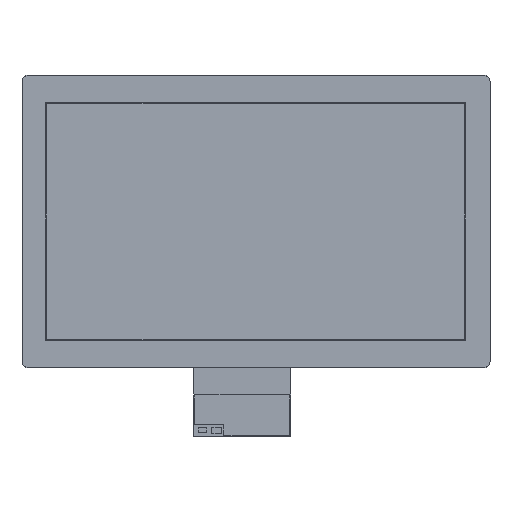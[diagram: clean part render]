
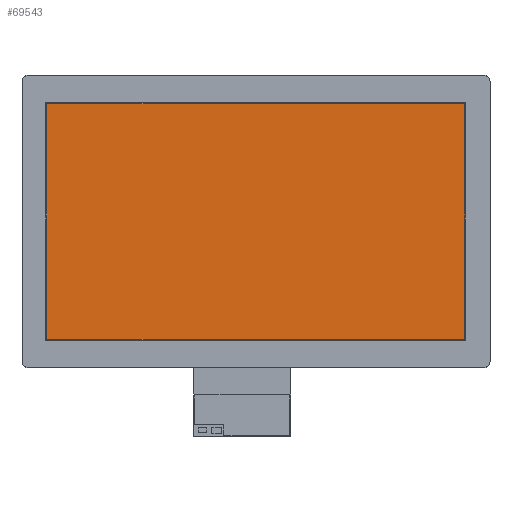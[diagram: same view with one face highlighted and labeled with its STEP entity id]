
A CAD part, top view. The second image highlights one B-rep face of the part: STEP entity #69543.
In plain terms, the highlighted planar face has unit normal (0, 0, 1).
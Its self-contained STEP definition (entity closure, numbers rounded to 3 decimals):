
#8361=FACE_OUTER_BOUND('',#12269,.T.);
#12269=EDGE_LOOP('',(#63442,#63443,#63444,#63445));
#19423=LINE('',#133564,#26652);
#19427=LINE('',#133572,#26656);
#19430=LINE('',#133578,#26659);
#19433=LINE('',#133583,#26662);
#26652=VECTOR('',#95251,10.);
#26656=VECTOR('',#95257,10.);
#26659=VECTOR('',#95262,10.);
#26662=VECTOR('',#95267,10.);
#33084=VERTEX_POINT('',#133562);
#33085=VERTEX_POINT('',#133563);
#33088=VERTEX_POINT('',#133571);
#33090=VERTEX_POINT('',#133577);
#43210=EDGE_CURVE('',#33084,#33085,#19423,.T.);
#43214=EDGE_CURVE('',#33088,#33084,#19427,.T.);
#43217=EDGE_CURVE('',#33090,#33088,#19430,.T.);
#43220=EDGE_CURVE('',#33085,#33090,#19433,.T.);
#63442=ORIENTED_EDGE('',*,*,#43210,.T.);
#63443=ORIENTED_EDGE('',*,*,#43220,.T.);
#63444=ORIENTED_EDGE('',*,*,#43217,.T.);
#63445=ORIENTED_EDGE('',*,*,#43214,.T.);
#65868=PLANE('',#75783);
#69543=ADVANCED_FACE('',(#8361),#65868,.T.);
#75783=AXIS2_PLACEMENT_3D('',#133627,#95305,#95306);
#95251=DIRECTION('',(-1.,0.,0.));
#95257=DIRECTION('',(0.,1.,0.));
#95262=DIRECTION('',(1.,0.,0.));
#95267=DIRECTION('',(0.,-1.,0.));
#95305=DIRECTION('center_axis',(0.,0.,1.));
#95306=DIRECTION('ref_axis',(1.,0.,0.));
#133562=CARTESIAN_POINT('',(172.45,97.1,0.));
#133563=CARTESIAN_POINT('',(-172.45,97.1,0.));
#133564=CARTESIAN_POINT('',(86.325,97.1,0.));
#133571=CARTESIAN_POINT('',(172.45,-97.1,0.));
#133572=CARTESIAN_POINT('',(172.45,-108.9,0.));
#133577=CARTESIAN_POINT('',(-172.45,-97.1,0.));
#133578=CARTESIAN_POINT('',(-86.125,-97.1,0.));
#133583=CARTESIAN_POINT('',(-172.45,-11.8,0.));
#133627=CARTESIAN_POINT('Origin',(0.2,-120.7,0.));
